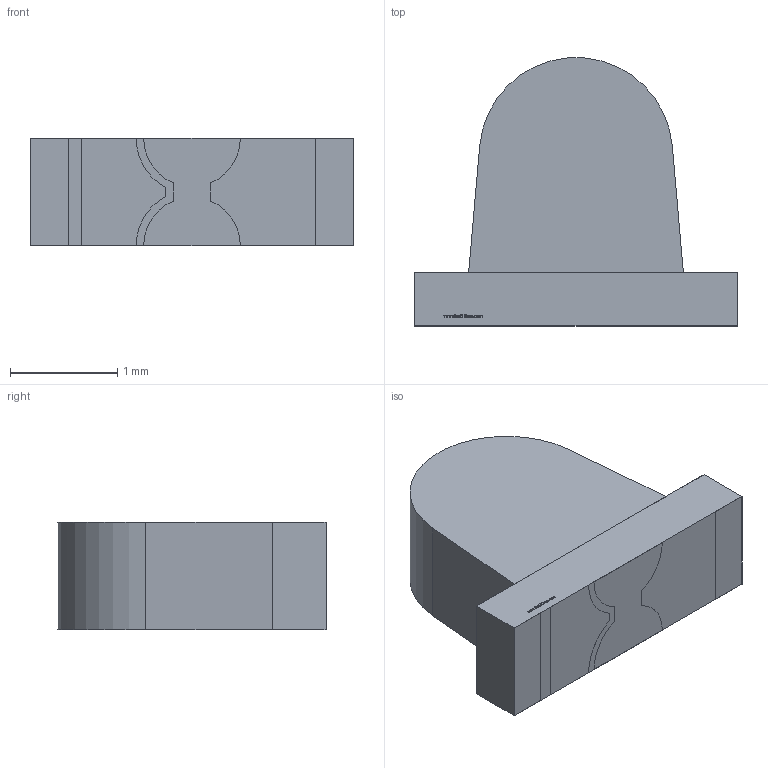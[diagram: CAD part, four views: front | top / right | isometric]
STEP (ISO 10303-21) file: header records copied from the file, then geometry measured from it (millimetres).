
FILE_DESCRIPTION (( 'STEP AP214' ), '1' );
FILE_NAME ('XZxx56x-1.STEP', '2015-09-11T16:40:51', ( '' ), ( '' ), 'SwSTEP 2.0', 'SolidWorks 2012', '' );
FILE_SCHEMA (( 'AUTOMOTIVE_DESIGN' ));
Length unit declared in the file: millimetre
Products named in the file (1): XZxx56x-1
Bounding box: 3 x 2.5 x 1 mm (x, y, z)
Volume: 4.9 mm3; surface area: 29.2 mm2
Topology: 8 solids, 8 shells, 286 faces, 750 edges, 500 vertices
Faces by surface type: plane 180, bspline 99, cylinder 7
Entity records: 16533 total; most frequent: CARTESIAN_POINT 6892, ORIENTED_EDGE 1500, DIRECTION 942, EDGE_CURVE 750, VECTOR 538, LINE 538, VERTEX_POINT 500, EDGE_LOOP 306
